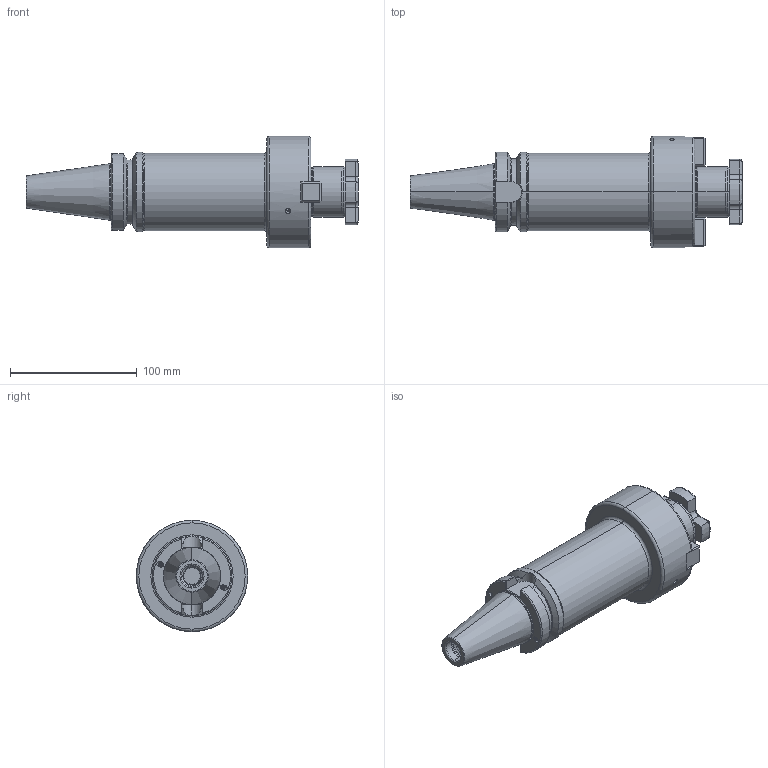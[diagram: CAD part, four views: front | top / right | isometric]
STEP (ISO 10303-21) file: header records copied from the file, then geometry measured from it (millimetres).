
FILE_DESCRIPTION (( 'STEP AP203' ), '1' );
FILE_NAME ('406.11.40.2.STEP', '2016-11-26T02:35:31', ( '' ), ( '' ), 'SwSTEP 2.0', 'SolidWorks 2012', '' );
FILE_SCHEMA (( 'CONFIG_CONTROL_DESIGN' ));
Length unit declared in the file: millimetre
Products named in the file (5): 十字螺絲FMB40; 406.11.40.2; 102.11.32_M5xP0.8-14L; 面銑刀墊塊40
Assembly tree (6 placements, depth 2):
  406.11.40.2
    406.11.40.2
    十字螺絲FMB40
    面銑刀墊塊40  x2
    102.11.32_M5xP0.8-14L  x2
Bounding box: 262.4 x 88 x 88 mm (x, y, z)
Volume: 636495.4 mm3; surface area: 91808 mm2
Topology: 6 solids, 6 shells, 725 faces, 1920 edges, 1203 vertices
Faces by surface type: cylinder 382, plane 152, cone 84, torus 58, bspline 49
Entity records: 43208 total; most frequent: CARTESIAN_POINT 29007, ORIENTED_EDGE 3332, DIRECTION 2422, EDGE_CURVE 1666, VERTEX_POINT 1058, AXIS2_PLACEMENT_3D 914, EDGE_LOOP 650, FACE_OUTER_BOUND 625
